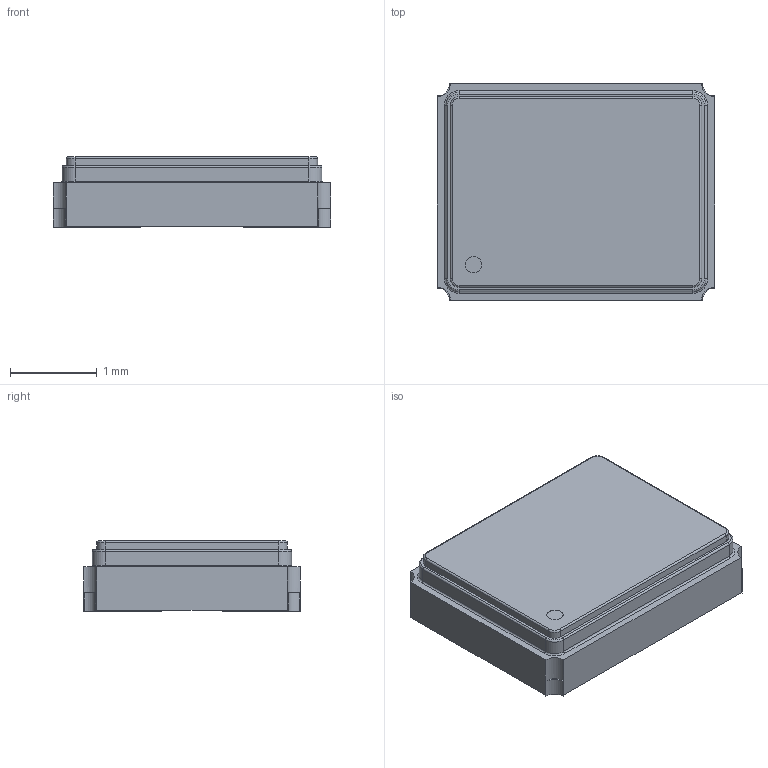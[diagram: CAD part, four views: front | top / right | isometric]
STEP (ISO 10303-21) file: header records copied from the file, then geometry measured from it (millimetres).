
FILE_DESCRIPTION(('HOOPS Exchange Step'),'2;1');
FILE_NAME('temp_export','2025-12-19T14:06:22+08:00',('Administrator'),('Shapr3D Limited'),'HOOPS Exchange 2025.7','Shapr3D','Authorized');
FILE_SCHEMA( ('AP242_MANAGED_MODEL_BASED_3D_ENGINEERING_MIM_LF {1 0 10303 442 1 1 4}') );
Length unit declared in the file: millimetre
Products named in the file (2): CRYSTAL-SMD_4P-L3.2-W2.5-BL~OSC-SMD_4P-L3.2-W2.5-H1.0~etGV; root
Assembly tree (1 placements, depth 2):
  root
    CRYSTAL-SMD_4P-L3.2-W2.5-BL~OSC-SMD_4P-L3.2-W2.5-H1.0~etGV
Bounding box: 3.2 x 2.5 x 0.81 mm (x, y, z)
Volume: 6 mm3; surface area: 24.4 mm2
Topology: 1 solids, 1 shells, 92 faces, 239 edges, 152 vertices
Faces by surface type: plane 51, cylinder 29, torus 12
Full cylindrical faces by diameter (mm): 0.189 x1
Entity records: 2911 total; most frequent: DIRECTION 511, CARTESIAN_POINT 487, ORIENTED_EDGE 478, EDGE_CURVE 239, AXIS2_PLACEMENT_3D 176, VECTOR 159, LINE 159, VERTEX_POINT 152
